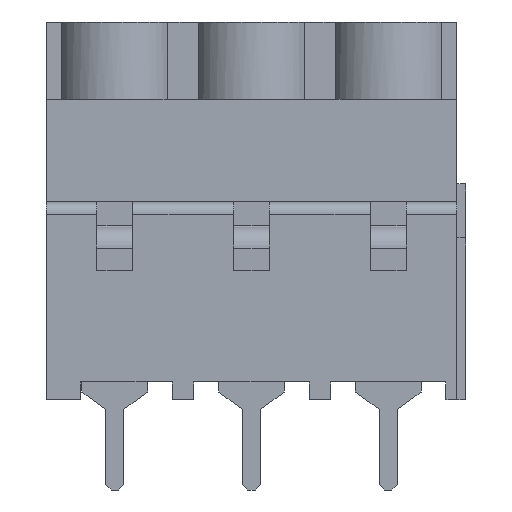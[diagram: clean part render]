
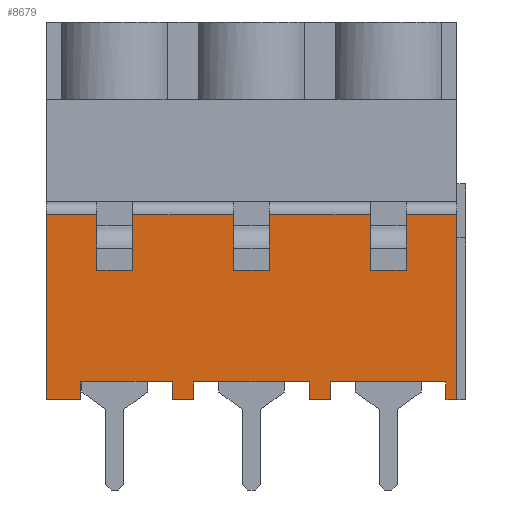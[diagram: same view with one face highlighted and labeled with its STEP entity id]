
A CAD part, left-side view. The second image highlights one B-rep face of the part: STEP entity #8679.
In plain terms, the highlighted planar face has unit normal (-1, 0, 0).
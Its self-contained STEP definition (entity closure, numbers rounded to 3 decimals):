
#804=FACE_OUTER_BOUND('',#1278,.T.);
#1278=EDGE_LOOP('',(#6526,#6527,#6528,#6529,#6530,#6531,#6532,#6533,#6534,
#6535,#6536,#6537,#6538,#6539,#6540,#6541,#6542,#6543,#6544,#6545,#6546,
#6547,#6548,#6549,#6550,#6551,#6552,#6553));
#1607=LINE('',#11718,#2523);
#1636=LINE('',#11779,#2552);
#1654=LINE('',#11815,#2570);
#1663=LINE('',#11835,#2579);
#1666=LINE('',#11841,#2582);
#1674=LINE('',#11860,#2590);
#1682=LINE('',#11873,#2598);
#1738=LINE('',#12003,#2654);
#1761=LINE('',#12048,#2677);
#1775=LINE('',#12077,#2691);
#1785=LINE('',#12100,#2701);
#1788=LINE('',#12106,#2704);
#1796=LINE('',#12125,#2712);
#1804=LINE('',#12138,#2720);
#1863=LINE('',#12278,#2779);
#1869=LINE('',#12287,#2785);
#1894=LINE('',#12335,#2810);
#1918=LINE('',#12387,#2834);
#1921=LINE('',#12393,#2837);
#1929=LINE('',#12412,#2845);
#1936=LINE('',#12425,#2852);
#1939=LINE('',#12431,#2855);
#2011=LINE('',#12597,#2927);
#2017=LINE('',#12607,#2933);
#2043=LINE('',#12657,#2959);
#2058=LINE('',#12688,#2974);
#2059=LINE('',#12690,#2975);
#2060=LINE('',#12691,#2976);
#2523=VECTOR('',#9610,10.);
#2552=VECTOR('',#9659,10.);
#2570=VECTOR('',#9681,10.);
#2579=VECTOR('',#9696,10.);
#2582=VECTOR('',#9701,10.);
#2590=VECTOR('',#9715,10.);
#2598=VECTOR('',#9729,10.);
#2654=VECTOR('',#9853,10.);
#2677=VECTOR('',#9886,10.);
#2691=VECTOR('',#9920,10.);
#2701=VECTOR('',#9936,10.);
#2704=VECTOR('',#9941,10.);
#2712=VECTOR('',#9955,10.);
#2720=VECTOR('',#9969,10.);
#2779=VECTOR('',#10094,10.);
#2785=VECTOR('',#10106,10.);
#2810=VECTOR('',#10139,10.);
#2834=VECTOR('',#10189,10.);
#2837=VECTOR('',#10194,10.);
#2845=VECTOR('',#10208,10.);
#2852=VECTOR('',#10221,10.);
#2855=VECTOR('',#10228,10.);
#2927=VECTOR('',#10378,10.);
#2933=VECTOR('',#10390,10.);
#2959=VECTOR('',#10424,10.);
#2974=VECTOR('',#10461,10.);
#2975=VECTOR('',#10462,10.);
#2976=VECTOR('',#10463,10.);
#3434=VERTEX_POINT('',#11707);
#3439=VERTEX_POINT('',#11716);
#3460=VERTEX_POINT('',#11776);
#3461=VERTEX_POINT('',#11778);
#3477=VERTEX_POINT('',#11813);
#3484=VERTEX_POINT('',#11832);
#3485=VERTEX_POINT('',#11834);
#3487=VERTEX_POINT('',#11840);
#3495=VERTEX_POINT('',#11858);
#3554=VERTEX_POINT('',#12046);
#3559=VERTEX_POINT('',#12075);
#3568=VERTEX_POINT('',#12097);
#3569=VERTEX_POINT('',#12099);
#3571=VERTEX_POINT('',#12105);
#3579=VERTEX_POINT('',#12123);
#3628=VERTEX_POINT('',#12275);
#3629=VERTEX_POINT('',#12277);
#3648=VERTEX_POINT('',#12333);
#3662=VERTEX_POINT('',#12384);
#3663=VERTEX_POINT('',#12386);
#3665=VERTEX_POINT('',#12392);
#3673=VERTEX_POINT('',#12410);
#3676=VERTEX_POINT('',#12424);
#3731=VERTEX_POINT('',#12594);
#3732=VERTEX_POINT('',#12596);
#3733=VERTEX_POINT('',#12606);
#3753=VERTEX_POINT('',#12655);
#3759=VERTEX_POINT('',#12689);
#4299=EDGE_CURVE('',#3434,#3439,#1607,.T.);
#4328=EDGE_CURVE('',#3460,#3461,#1636,.T.);
#4347=EDGE_CURVE('',#3460,#3477,#1654,.T.);
#4356=EDGE_CURVE('',#3485,#3484,#1663,.T.);
#4359=EDGE_CURVE('',#3487,#3485,#1666,.T.);
#4369=EDGE_CURVE('',#3484,#3495,#1674,.T.);
#4377=EDGE_CURVE('',#3495,#3461,#1682,.T.);
#4443=EDGE_CURVE('',#3434,#3477,#1738,.T.);
#4466=EDGE_CURVE('',#3439,#3554,#1761,.T.);
#4480=EDGE_CURVE('',#3559,#3554,#1775,.T.);
#4490=EDGE_CURVE('',#3569,#3568,#1785,.T.);
#4493=EDGE_CURVE('',#3571,#3569,#1788,.T.);
#4503=EDGE_CURVE('',#3568,#3579,#1796,.T.);
#4511=EDGE_CURVE('',#3579,#3487,#1804,.T.);
#4580=EDGE_CURVE('',#3629,#3628,#1863,.T.);
#4586=EDGE_CURVE('',#3559,#3629,#1869,.T.);
#4611=EDGE_CURVE('',#3628,#3648,#1894,.T.);
#4635=EDGE_CURVE('',#3663,#3662,#1918,.T.);
#4638=EDGE_CURVE('',#3665,#3663,#1921,.T.);
#4648=EDGE_CURVE('',#3662,#3673,#1929,.T.);
#4655=EDGE_CURVE('',#3676,#3665,#1936,.T.);
#4659=EDGE_CURVE('',#3673,#3571,#1939,.T.);
#4741=EDGE_CURVE('',#3732,#3731,#2011,.T.);
#4747=EDGE_CURVE('',#3733,#3732,#2017,.T.);
#4773=EDGE_CURVE('',#3731,#3753,#2043,.T.);
#4788=EDGE_CURVE('',#3733,#3648,#2058,.T.);
#4789=EDGE_CURVE('',#3759,#3753,#2059,.T.);
#4790=EDGE_CURVE('',#3759,#3676,#2060,.T.);
#6526=ORIENTED_EDGE('',*,*,#4648,.T.);
#6527=ORIENTED_EDGE('',*,*,#4659,.T.);
#6528=ORIENTED_EDGE('',*,*,#4493,.T.);
#6529=ORIENTED_EDGE('',*,*,#4490,.T.);
#6530=ORIENTED_EDGE('',*,*,#4503,.T.);
#6531=ORIENTED_EDGE('',*,*,#4511,.T.);
#6532=ORIENTED_EDGE('',*,*,#4359,.T.);
#6533=ORIENTED_EDGE('',*,*,#4356,.T.);
#6534=ORIENTED_EDGE('',*,*,#4369,.T.);
#6535=ORIENTED_EDGE('',*,*,#4377,.T.);
#6536=ORIENTED_EDGE('',*,*,#4328,.F.);
#6537=ORIENTED_EDGE('',*,*,#4347,.T.);
#6538=ORIENTED_EDGE('',*,*,#4443,.F.);
#6539=ORIENTED_EDGE('',*,*,#4299,.T.);
#6540=ORIENTED_EDGE('',*,*,#4466,.T.);
#6541=ORIENTED_EDGE('',*,*,#4480,.F.);
#6542=ORIENTED_EDGE('',*,*,#4586,.T.);
#6543=ORIENTED_EDGE('',*,*,#4580,.T.);
#6544=ORIENTED_EDGE('',*,*,#4611,.T.);
#6545=ORIENTED_EDGE('',*,*,#4788,.F.);
#6546=ORIENTED_EDGE('',*,*,#4747,.T.);
#6547=ORIENTED_EDGE('',*,*,#4741,.T.);
#6548=ORIENTED_EDGE('',*,*,#4773,.T.);
#6549=ORIENTED_EDGE('',*,*,#4789,.F.);
#6550=ORIENTED_EDGE('',*,*,#4790,.T.);
#6551=ORIENTED_EDGE('',*,*,#4655,.T.);
#6552=ORIENTED_EDGE('',*,*,#4638,.T.);
#6553=ORIENTED_EDGE('',*,*,#4635,.T.);
#8385=PLANE('',#9208);
#8679=ADVANCED_FACE('',(#804),#8385,.T.);
#9208=AXIS2_PLACEMENT_3D('',#12687,#10459,#10460);
#9610=DIRECTION('',(0.,-1.,0.));
#9659=DIRECTION('',(0.,0.,1.));
#9681=DIRECTION('',(0.,-1.,0.));
#9696=DIRECTION('',(0.,1.,0.));
#9701=DIRECTION('',(0.,0.,-1.));
#9715=DIRECTION('',(0.,0.,1.));
#9729=DIRECTION('',(0.,1.,0.));
#9853=DIRECTION('',(0.,0.,-1.));
#9886=DIRECTION('',(0.,0.,-1.));
#9920=DIRECTION('',(0.,1.,0.));
#9936=DIRECTION('',(0.,1.,0.));
#9941=DIRECTION('',(0.,0.,-1.));
#9955=DIRECTION('',(0.,0.,1.));
#9969=DIRECTION('',(0.,1.,0.));
#10094=DIRECTION('',(0.,-1.,0.));
#10106=DIRECTION('',(0.,0.,1.));
#10139=DIRECTION('',(0.,0.,-1.));
#10189=DIRECTION('',(0.,1.,0.));
#10194=DIRECTION('',(0.,0.,-1.));
#10208=DIRECTION('',(0.,0.,1.));
#10221=DIRECTION('',(0.,1.,0.));
#10228=DIRECTION('',(0.,1.,0.));
#10378=DIRECTION('',(0.,-1.,0.));
#10390=DIRECTION('',(0.,0.,1.));
#10424=DIRECTION('',(0.,0.,-1.));
#10459=DIRECTION('center_axis',(-1.,0.,0.));
#10460=DIRECTION('ref_axis',(0.,0.,1.));
#10461=DIRECTION('',(0.,1.,0.));
#10462=DIRECTION('',(0.,1.,0.));
#10463=DIRECTION('',(0.,0.,1.));
#11707=CARTESIAN_POINT('',(-6.2,20.9,1.));
#11716=CARTESIAN_POINT('',(-6.2,15.8,1.));
#11718=CARTESIAN_POINT('',(-6.2,15.5,1.));
#11776=CARTESIAN_POINT('',(-6.2,22.8,0.));
#11778=CARTESIAN_POINT('',(-6.2,22.8,10.3));
#11779=CARTESIAN_POINT('',(-6.2,22.8,0.));
#11813=CARTESIAN_POINT('',(-6.2,20.9,0.));
#11815=CARTESIAN_POINT('',(-6.2,21.225,0.));
#11832=CARTESIAN_POINT('',(-6.2,20.,7.2));
#11834=CARTESIAN_POINT('',(-6.2,18.,7.2));
#11835=CARTESIAN_POINT('',(-6.2,17.1,7.2));
#11840=CARTESIAN_POINT('',(-6.2,18.,10.3));
#11841=CARTESIAN_POINT('',(-6.2,18.,5.5));
#11858=CARTESIAN_POINT('',(-6.2,20.,10.3));
#11860=CARTESIAN_POINT('',(-6.2,20.,5.5));
#11873=CARTESIAN_POINT('',(-6.2,15.2,10.3));
#12003=CARTESIAN_POINT('',(-6.2,20.9,1.));
#12046=CARTESIAN_POINT('',(-6.2,15.8,0.));
#12048=CARTESIAN_POINT('',(-6.2,15.8,4.062));
#12075=CARTESIAN_POINT('',(-6.2,14.6,0.));
#12077=CARTESIAN_POINT('',(-6.2,7.6,0.));
#12097=CARTESIAN_POINT('',(-6.2,12.4,7.2));
#12099=CARTESIAN_POINT('',(-6.2,10.4,7.2));
#12100=CARTESIAN_POINT('',(-6.2,9.5,7.2));
#12105=CARTESIAN_POINT('',(-6.2,10.4,10.3));
#12106=CARTESIAN_POINT('',(-6.2,10.4,5.5));
#12123=CARTESIAN_POINT('',(-6.2,12.4,10.3));
#12125=CARTESIAN_POINT('',(-6.2,12.4,5.5));
#12138=CARTESIAN_POINT('',(-6.2,7.6,10.3));
#12275=CARTESIAN_POINT('',(-6.2,8.2,1.));
#12277=CARTESIAN_POINT('',(-6.2,14.6,1.));
#12278=CARTESIAN_POINT('',(-6.2,7.9,1.));
#12287=CARTESIAN_POINT('',(-6.2,14.6,4.062));
#12333=CARTESIAN_POINT('',(-6.2,8.2,0.));
#12335=CARTESIAN_POINT('',(-6.2,8.2,4.062));
#12384=CARTESIAN_POINT('',(-6.2,4.8,7.2));
#12386=CARTESIAN_POINT('',(-6.2,2.8,7.2));
#12387=CARTESIAN_POINT('',(-6.2,1.9,7.2));
#12392=CARTESIAN_POINT('',(-6.2,2.8,10.3));
#12393=CARTESIAN_POINT('',(-6.2,2.8,5.5));
#12410=CARTESIAN_POINT('',(-6.2,4.8,10.3));
#12412=CARTESIAN_POINT('',(-6.2,4.8,5.5));
#12424=CARTESIAN_POINT('',(-6.2,0.,10.3));
#12425=CARTESIAN_POINT('',(-6.2,0.,10.3));
#12431=CARTESIAN_POINT('',(-6.2,0.,10.3));
#12594=CARTESIAN_POINT('',(-6.2,0.6,1.));
#12596=CARTESIAN_POINT('',(-6.2,7.,1.));
#12597=CARTESIAN_POINT('',(-6.2,0.3,1.));
#12606=CARTESIAN_POINT('',(-6.2,7.,0.));
#12607=CARTESIAN_POINT('',(-6.2,7.,4.062));
#12655=CARTESIAN_POINT('',(-6.2,0.6,0.));
#12657=CARTESIAN_POINT('',(-6.2,0.6,4.062));
#12687=CARTESIAN_POINT('Origin',(-6.2,0.,0.));
#12688=CARTESIAN_POINT('',(-6.2,0.,0.));
#12689=CARTESIAN_POINT('',(-6.2,0.,0.));
#12690=CARTESIAN_POINT('',(-6.2,0.,0.));
#12691=CARTESIAN_POINT('',(-6.2,0.,0.));
